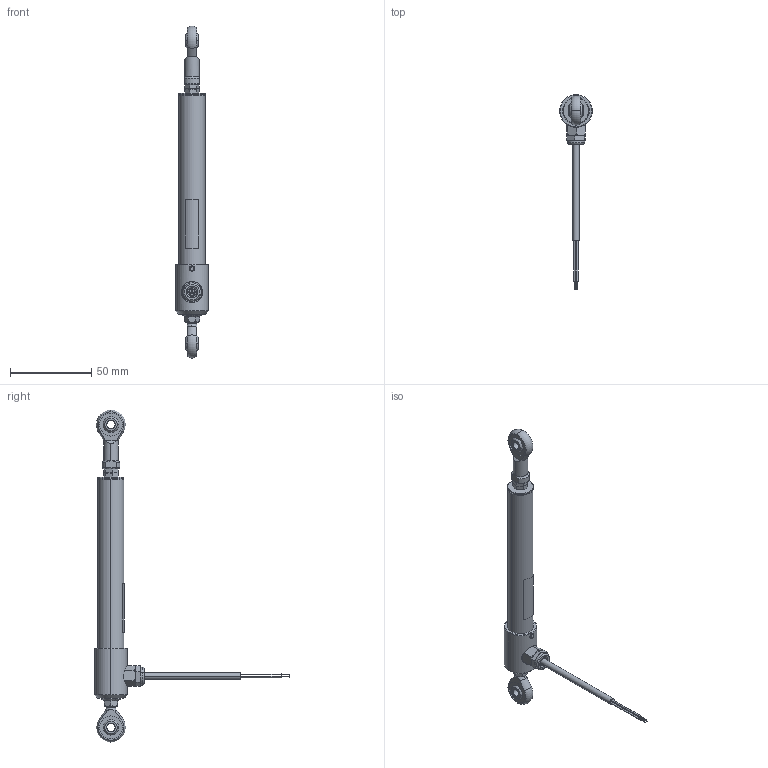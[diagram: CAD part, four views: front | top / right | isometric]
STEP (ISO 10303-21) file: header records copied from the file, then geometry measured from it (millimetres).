
FILE_DESCRIPTION (( 'STEP AP214' ), '1' );
FILE_NAME ('TX2_0075_Kabel_ein.STEP', '2011-01-17T13:05:26', ( 'novotechnik' ), ( 'novotechnik' ), 'SwSTEP 2.0', 'SolidWorks 2010', '' );
FILE_SCHEMA (( 'AUTOMOTIVE_DESIGN' ));
Length unit declared in the file: millimetre
Products named in the file (1): TX2_0075_Kabel_ein
Bounding box: 20 x 119.6 x 204.07 mm (x, y, z)
Surface area: 13448.5 mm2 (no closed solid volume)
Topology: 0 solids, 19 shells, 212 faces, 527 edges, 338 vertices
Faces by surface type: plane 75, cylinder 61, cone 46, torus 16, sphere 8, bspline 6
Entity records: 8982 total; most frequent: CARTESIAN_POINT 1777, DIRECTION 1040, ORIENTED_EDGE 932, EDGE_CURVE 517, AXIS2_PLACEMENT_3D 432, VERTEX_POINT 332, EDGE_LOOP 240, CIRCLE 225
